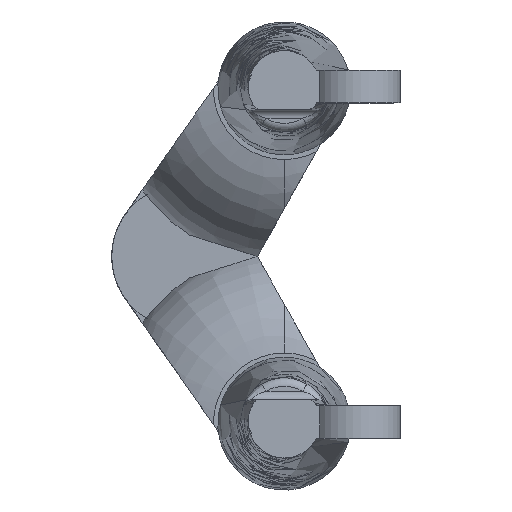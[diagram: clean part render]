
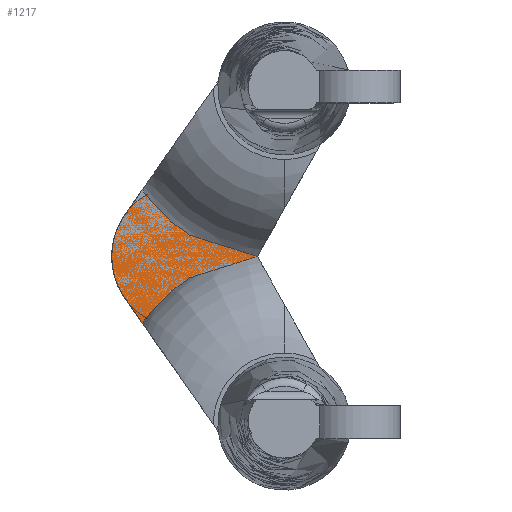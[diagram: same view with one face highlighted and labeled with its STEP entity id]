
A CAD part, top view. The second image highlights one B-rep face of the part: STEP entity #1217.
In plain terms, the highlighted planar face has unit normal (0, 0, 1).
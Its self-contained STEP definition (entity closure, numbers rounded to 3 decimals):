
#78 = CARTESIAN_POINT ( 'NONE',  ( -46.341, 10.478, 30. ) ) ;
#100 = ORIENTED_EDGE ( 'NONE', *, *, #3123, .T. ) ;
#149 = ORIENTED_EDGE ( 'NONE', *, *, #2334, .F. ) ;
#186 = CARTESIAN_POINT ( 'NONE',  ( 0.5, 25.25, 30. ) ) ;
#216 = PLANE ( 'NONE',  #1810 ) ;
#336 = DIRECTION ( 'NONE',  ( 0., 1., 0. ) ) ;
#421 = EDGE_LOOP ( 'NONE', ( #2702, #3026, #149, #100, #542 ) ) ;
#445 = DIRECTION ( 'NONE',  ( 0., -1., 0. ) ) ;
#446 = CIRCLE ( 'NONE', #1203, 61.6 ) ;
#527 = CIRCLE ( 'NONE', #1113, 25.75 ) ;
#542 = ORIENTED_EDGE ( 'NONE', *, *, #1388, .F. ) ;
#580 = CARTESIAN_POINT ( 'NONE',  ( 0.5, 25.25, 30. ) ) ;
#682 = DIRECTION ( 'NONE',  ( 0., -1., 0. ) ) ;
#893 = CARTESIAN_POINT ( 'NONE',  ( -25.25, 25.25, 30. ) ) ;
#996 = CARTESIAN_POINT ( 'NONE',  ( -25.25, 25.25, 30. ) ) ;
#1113 = AXIS2_PLACEMENT_3D ( 'NONE', #893, #1449, #445 ) ;
#1184 = AXIS2_PLACEMENT_3D ( 'NONE', #3358, #3213, #2750 ) ;
#1203 = AXIS2_PLACEMENT_3D ( 'NONE', #1329, #1387, #336 ) ;
#1217 = ADVANCED_FACE ( 'NONE', ( #1507 ), #216, .T. ) ;
#1254 = VERTEX_POINT ( 'NONE', #1901 ) ;
#1318 = EDGE_CURVE ( 'NONE', #2170, #1254, #3284, .T. ) ;
#1329 = CARTESIAN_POINT ( 'NONE',  ( 10., -34., 30. ) ) ;
#1335 = CARTESIAN_POINT ( 'NONE',  ( -23.54, 17.669, 30. ) ) ;
#1387 = DIRECTION ( 'NONE',  ( 0., 0., -1. ) ) ;
#1388 = EDGE_CURVE ( 'NONE', #2170, #2111, #1942, .T. ) ;
#1437 = EDGE_CURVE ( 'NONE', #1254, #2970, #527, .T. ) ;
#1440 = CARTESIAN_POINT ( 'NONE',  ( -46.341, 10.478, 30. ) ) ;
#1449 = DIRECTION ( 'NONE',  ( 0., 0., 1. ) ) ;
#1507 = FACE_OUTER_BOUND ( 'NONE', #421, .T. ) ;
#1810 = AXIS2_PLACEMENT_3D ( 'NONE', #996, #2025, #682 ) ;
#1901 = CARTESIAN_POINT ( 'NONE',  ( -25.25, 51., 30. ) ) ;
#1942 = LINE ( 'NONE', #186, #3173 ) ;
#2025 = DIRECTION ( 'NONE',  ( 0., 0., 1. ) ) ;
#2111 = VERTEX_POINT ( 'NONE', #1335 ) ;
#2170 = VERTEX_POINT ( 'NONE', #580 ) ;
#2228 = VECTOR ( 'NONE', #3209, 1000. ) ;
#2334 = EDGE_CURVE ( 'NONE', #3124, #2970, #3170, .T. ) ;
#2389 = CARTESIAN_POINT ( 'NONE',  ( -40.197, 1.705, 30. ) ) ;
#2693 = DIRECTION ( 'NONE',  ( -0.954, -0.301, 0. ) ) ;
#2702 = ORIENTED_EDGE ( 'NONE', *, *, #1318, .T. ) ;
#2750 = DIRECTION ( 'NONE',  ( 0., -1., 0. ) ) ;
#2970 = VERTEX_POINT ( 'NONE', #78 ) ;
#3026 = ORIENTED_EDGE ( 'NONE', *, *, #1437, .T. ) ;
#3123 = EDGE_CURVE ( 'NONE', #3124, #2111, #446, .T. ) ;
#3124 = VERTEX_POINT ( 'NONE', #2389 ) ;
#3170 = LINE ( 'NONE', #1440, #2228 ) ;
#3173 = VECTOR ( 'NONE', #2693, 1000. ) ;
#3209 = DIRECTION ( 'NONE',  ( -0.574, 0.819, 0. ) ) ;
#3213 = DIRECTION ( 'NONE',  ( 0., 0., 1. ) ) ;
#3284 = CIRCLE ( 'NONE', #1184, 25.75 ) ;
#3358 = CARTESIAN_POINT ( 'NONE',  ( -25.25, 25.25, 30. ) ) ;
